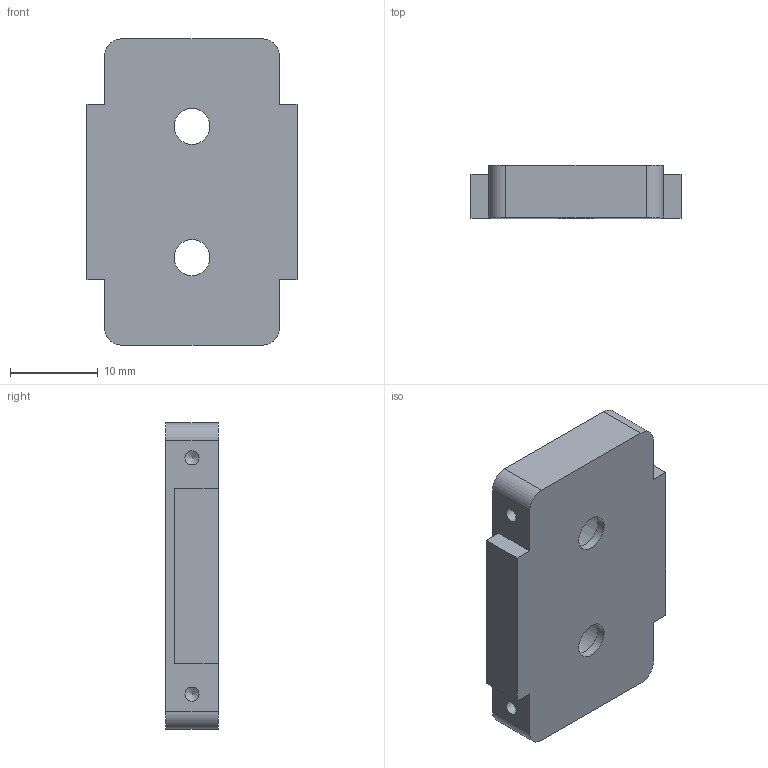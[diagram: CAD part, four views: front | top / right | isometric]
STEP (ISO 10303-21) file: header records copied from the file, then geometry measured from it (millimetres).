
FILE_DESCRIPTION(/* description */ (''),/* implementation_level */ '2;1');
FILE_NAME(/* name */ 'motor_mount v36.step',/* time_stamp */ '2024-07-13T19:32:24+09:00',/* author */ (''),/* organization */ (''),/* preprocessor_version */ 'ST-DEVELOPER v20',/* originating_system */ 'Autodesk Translation Framework v13.14.0.145',/* authorisation */ '');
FILE_SCHEMA (('AUTOMOTIVE_DESIGN { 1 0 10303 214 3 1 1 }'));
Length unit declared in the file: millimetre
Products named in the file (1): motor_mount
Bounding box: 24 x 6 x 35 mm (x, y, z)
Volume: 3927.7 mm3; surface area: 2572.7 mm2
Topology: 1 solids, 1 shells, 32 faces, 80 edges, 52 vertices
Faces by surface type: plane 16, cylinder 12, cone 4
Full cylindrical faces by diameter (mm): 1.623 x4, 4.1 x2, 6.5 x1, 10.3 x1
Entity records: 977 total; most frequent: DIRECTION 166, CARTESIAN_POINT 161, ORIENTED_EDGE 152, EDGE_CURVE 76, AXIS2_PLACEMENT_3D 57, LINE 52, VECTOR 52, VERTEX_POINT 52
